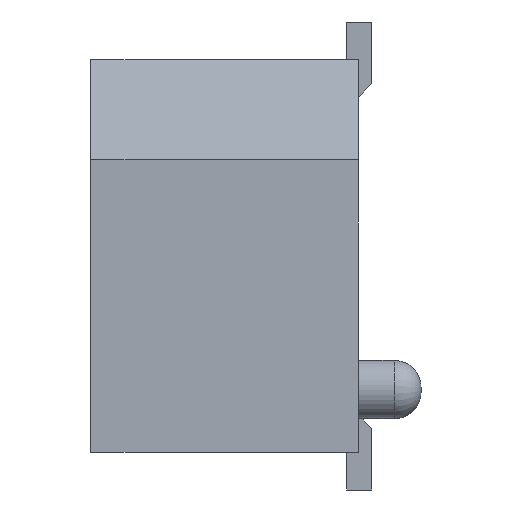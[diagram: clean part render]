
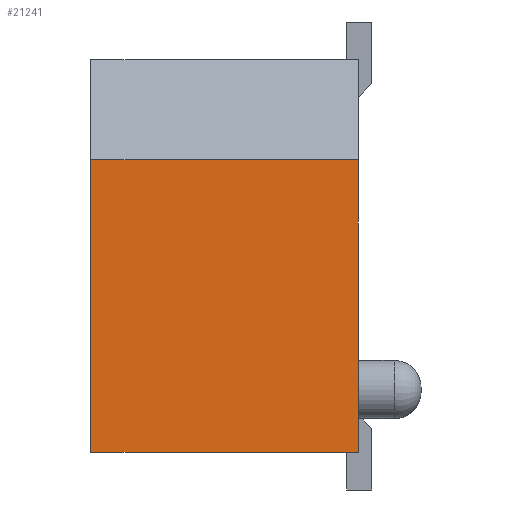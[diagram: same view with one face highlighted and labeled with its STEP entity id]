
A CAD part, left-side view. The second image highlights one B-rep face of the part: STEP entity #21241.
In plain terms, the highlighted planar face has unit normal (-1, 0, 0).
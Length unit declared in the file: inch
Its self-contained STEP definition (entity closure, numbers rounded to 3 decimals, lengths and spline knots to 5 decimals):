
#5219=ORIENTED_EDGE('',*,*,#9045,.T.);
#5220=ORIENTED_EDGE('',*,*,#9046,.F.);
#5221=ORIENTED_EDGE('',*,*,#9039,.F.);
#5222=ORIENTED_EDGE('',*,*,#9047,.T.);
#9039=EDGE_CURVE('',#11132,#11133,#14049,.T.);
#9045=EDGE_CURVE('',#11138,#11139,#14055,.T.);
#9046=EDGE_CURVE('',#11133,#11139,#14056,.T.);
#9047=EDGE_CURVE('',#11132,#11138,#14057,.T.);
#11132=VERTEX_POINT('',#33359);
#11133=VERTEX_POINT('',#33360);
#11138=VERTEX_POINT('',#33372);
#11139=VERTEX_POINT('',#33373);
#14049=LINE('',#33358,#17095);
#14055=LINE('',#33371,#17101);
#14056=LINE('',#33374,#17102);
#14057=LINE('',#33375,#17103);
#17095=VECTOR('',#27110,39.37008);
#17101=VECTOR('',#27118,39.37008);
#17102=VECTOR('',#27119,39.37008);
#17103=VECTOR('',#27120,39.37008);
#18091=EDGE_LOOP('',(#5219,#5220,#5221,#5222));
#19145=FACE_BOUND('',#18091,.T.);
#20198=PLANE('',#22315);
#21241=ADVANCED_FACE('',(#19145),#20198,.F.);
#22315=AXIS2_PLACEMENT_3D('',#33370,#27116,#27117);
#27110=DIRECTION('',(0.,0.,1.));
#27116=DIRECTION('',(1.,0.,0.));
#27117=DIRECTION('',(0.,0.,-1.));
#27118=DIRECTION('',(0.,0.,1.));
#27119=DIRECTION('',(0.,-1.,0.));
#27120=DIRECTION('',(0.,-1.,0.));
#33358=CARTESIAN_POINT('',(-0.39375,0.168,-0.1175));
#33359=CARTESIAN_POINT('',(-0.39375,0.168,-0.1175));
#33360=CARTESIAN_POINT('',(-0.39375,0.168,0.0575));
#33370=CARTESIAN_POINT('',(-0.39375,0.168,-0.1175));
#33371=CARTESIAN_POINT('',(-0.39375,0.008,-0.1175));
#33372=CARTESIAN_POINT('',(-0.39375,0.008,-0.1175));
#33373=CARTESIAN_POINT('',(-0.39375,0.008,0.0575));
#33374=CARTESIAN_POINT('',(-0.39375,0.168,0.0575));
#33375=CARTESIAN_POINT('',(-0.39375,0.168,-0.1175));
